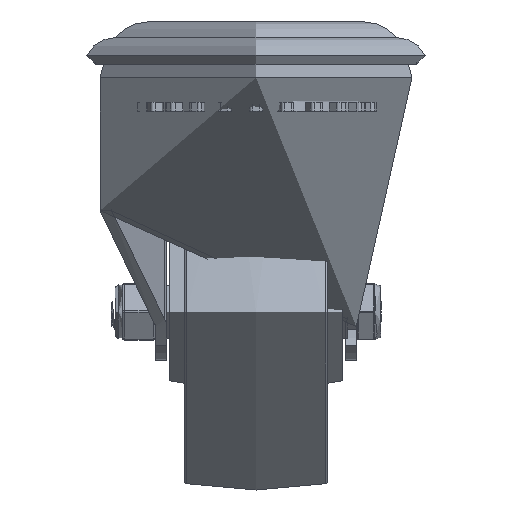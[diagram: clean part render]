
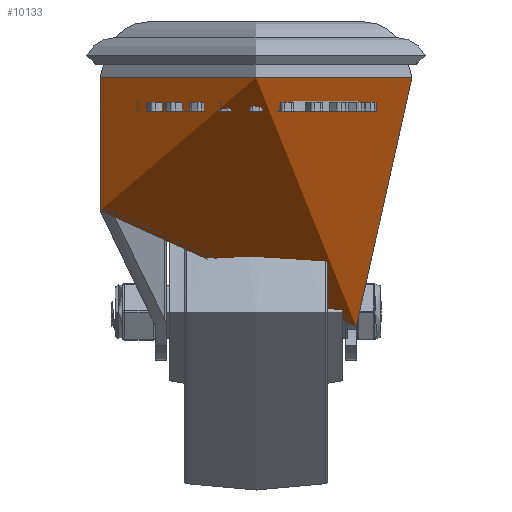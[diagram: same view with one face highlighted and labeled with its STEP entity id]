
A CAD part, left-side view. The second image highlights one B-rep face of the part: STEP entity #10133.
In plain terms, the highlighted cylindrical face has radius 35 mm (diameter 70 mm), a full revolution.
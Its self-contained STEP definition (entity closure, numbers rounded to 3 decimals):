
#151=B_SPLINE_CURVE_WITH_KNOTS('',3,(#15821,#15822,#15823,#15824,#15825,
#15826,#15827,#15828,#15829,#15830,#15831,#15832,#15833,#15834,#15835,#15836,
#15837,#15838,#15839,#15840,#15841,#15842,#15843,#15844,#15845,#15846,#15847,
#15848,#15849,#15850,#15851,#15852,#15853,#15854,#15855,#15856,#15857,#15858,
#15859,#15860,#15861,#15862,#15863,#15864),.UNSPECIFIED.,.F.,.F.,(4,2,2,
2,2,2,2,2,2,2,2,2,2,2,2,2,2,2,2,2,2,4),(6.422,7.254,
8.086,8.917,9.749,10.397,11.045,
11.693,12.341,12.989,13.637,14.285,
14.934,15.765,16.597,17.429,18.26,
19.198,20.136,21.074,22.011,22.093),
 .UNSPECIFIED.);
#152=B_SPLINE_CURVE_WITH_KNOTS('',3,(#15868,#15869,#15870,#15871,#15872,
#15873,#15874,#15875,#15876,#15877),.UNSPECIFIED.,.F.,.F.,(4,2,2,2,4),(-0.839,
-0.739,-0.639,-0.526,-0.413),
 .UNSPECIFIED.);
#153=B_SPLINE_CURVE_WITH_KNOTS('',3,(#15881,#15882,#15883,#15884,#15885,
#15886,#15887,#15888,#15889,#15890),.UNSPECIFIED.,.F.,.F.,(4,2,2,2,4),(-0.426,
-0.314,-0.201,-0.1,0.),
 .UNSPECIFIED.);
#154=B_SPLINE_CURVE_WITH_KNOTS('',3,(#15893,#15894,#15895,#15896,#15897,
#15898,#15899,#15900,#15901,#15902,#15903,#15904),.UNSPECIFIED.,.F.,.F.,
(4,2,2,2,2,4),(2.589,2.671,3.609,4.547,
5.485,6.422),.UNSPECIFIED.);
#751=CYLINDRICAL_SURFACE('',#11057,35.);
#1209=LINE('',#15819,#2061);
#1210=LINE('',#15866,#2062);
#1211=LINE('',#15892,#2063);
#2061=VECTOR('',#12865,35.);
#2062=VECTOR('',#12866,1000.);
#2063=VECTOR('',#12869,1000.);
#2807=FACE_OUTER_BOUND('',#3406,.T.);
#3406=EDGE_LOOP('',(#7899,#7900,#7901,#7902,#7903,#7904,#7905,#7906,#7907,
#7908));
#4054=CIRCLE('',#11041,35.);
#4066=CIRCLE('',#11058,35.);
#4681=VERTEX_POINT('',#15790);
#4690=VERTEX_POINT('',#15818);
#4691=VERTEX_POINT('',#15820);
#4692=VERTEX_POINT('',#15865);
#4693=VERTEX_POINT('',#15867);
#4694=VERTEX_POINT('',#15878);
#4695=VERTEX_POINT('',#15880);
#4696=VERTEX_POINT('',#15891);
#5841=EDGE_CURVE('',#4681,#4681,#4054,.T.);
#5855=EDGE_CURVE('',#4681,#4690,#1209,.T.);
#5856=EDGE_CURVE('',#4690,#4691,#151,.T.);
#5857=EDGE_CURVE('',#4691,#4692,#1210,.T.);
#5858=EDGE_CURVE('',#4693,#4692,#152,.F.);
#5859=EDGE_CURVE('',#4693,#4694,#4066,.T.);
#5860=EDGE_CURVE('',#4695,#4694,#153,.F.);
#5861=EDGE_CURVE('',#4695,#4696,#1211,.T.);
#5862=EDGE_CURVE('',#4696,#4690,#154,.T.);
#7899=ORIENTED_EDGE('',*,*,#5841,.F.);
#7900=ORIENTED_EDGE('',*,*,#5855,.T.);
#7901=ORIENTED_EDGE('',*,*,#5856,.T.);
#7902=ORIENTED_EDGE('',*,*,#5857,.T.);
#7903=ORIENTED_EDGE('',*,*,#5858,.F.);
#7904=ORIENTED_EDGE('',*,*,#5859,.T.);
#7905=ORIENTED_EDGE('',*,*,#5860,.F.);
#7906=ORIENTED_EDGE('',*,*,#5861,.T.);
#7907=ORIENTED_EDGE('',*,*,#5862,.T.);
#7908=ORIENTED_EDGE('',*,*,#5855,.F.);
#10133=ADVANCED_FACE('',(#2807),#751,.T.);
#11041=AXIS2_PLACEMENT_3D('',#15791,#12829,#12830);
#11057=AXIS2_PLACEMENT_3D('',#15817,#12863,#12864);
#11058=AXIS2_PLACEMENT_3D('',#15879,#12867,#12868);
#12829=DIRECTION('center_axis',(0.,0.,1.));
#12830=DIRECTION('ref_axis',(0.,-1.,0.));
#12863=DIRECTION('center_axis',(0.,0.,1.));
#12864=DIRECTION('ref_axis',(0.,-1.,0.));
#12865=DIRECTION('',(0.,0.,-1.));
#12866=DIRECTION('',(0.,0.,1.));
#12867=DIRECTION('center_axis',(0.,0.,1.));
#12868=DIRECTION('ref_axis',(0.,-1.,0.));
#12869=DIRECTION('',(0.,0.,-1.));
#15790=CARTESIAN_POINT('',(0.,35.,-3.009));
#15791=CARTESIAN_POINT('Origin',(0.,0.,-3.009));
#15817=CARTESIAN_POINT('Origin',(0.,0.,-66.511));
#15818=CARTESIAN_POINT('',(0.,35.,-32.843));
#15819=CARTESIAN_POINT('',(0.,35.,-66.511));
#15820=CARTESIAN_POINT('',(26.81,-22.5,-58.876));
#15821=CARTESIAN_POINT('Ctrl Pts',(0.,35.,-32.843));
#15822=CARTESIAN_POINT('Ctrl Pts',(-2.121,35.,-31.057));
#15823=CARTESIAN_POINT('Ctrl Pts',(-4.358,34.805,-29.231));
#15824=CARTESIAN_POINT('Ctrl Pts',(-8.903,33.928,-25.65));
#15825=CARTESIAN_POINT('Ctrl Pts',(-11.209,33.246,-23.894));
#15826=CARTESIAN_POINT('Ctrl Pts',(-15.716,31.368,-20.574));
#15827=CARTESIAN_POINT('Ctrl Pts',(-17.919,30.17,-19.007));
#15828=CARTESIAN_POINT('Ctrl Pts',(-22.053,27.295,-16.151));
#15829=CARTESIAN_POINT('Ctrl Pts',(-23.983,25.617,-14.862));
#15830=CARTESIAN_POINT('Ctrl Pts',(-27.044,22.306,-12.863));
#15831=CARTESIAN_POINT('Ctrl Pts',(-28.333,20.659,-12.039));
#15832=CARTESIAN_POINT('Ctrl Pts',(-30.643,17.046,-10.586));
#15833=CARTESIAN_POINT('Ctrl Pts',(-31.663,15.079,-9.957));
#15834=CARTESIAN_POINT('Ctrl Pts',(-33.319,10.946,-8.947));
#15835=CARTESIAN_POINT('Ctrl Pts',(-33.956,8.775,-8.564));
#15836=CARTESIAN_POINT('Ctrl Pts',(-34.796,4.382,-8.06));
#15837=CARTESIAN_POINT('Ctrl Pts',(-35.,2.16,-7.94));
#15838=CARTESIAN_POINT('Ctrl Pts',(-35.,-2.16,-7.94));
#15839=CARTESIAN_POINT('Ctrl Pts',(-34.796,-4.382,
-8.06));
#15840=CARTESIAN_POINT('Ctrl Pts',(-33.956,-8.775,
-8.564));
#15841=CARTESIAN_POINT('Ctrl Pts',(-33.319,-10.946,
-8.947));
#15842=CARTESIAN_POINT('Ctrl Pts',(-31.663,-15.079,-9.957));
#15843=CARTESIAN_POINT('Ctrl Pts',(-30.643,-17.046,
-10.586));
#15844=CARTESIAN_POINT('Ctrl Pts',(-28.333,-20.659,
-12.039));
#15845=CARTESIAN_POINT('Ctrl Pts',(-27.044,-22.306,
-12.863));
#15846=CARTESIAN_POINT('Ctrl Pts',(-23.983,-25.617,
-14.862));
#15847=CARTESIAN_POINT('Ctrl Pts',(-22.053,-27.295,-16.151));
#15848=CARTESIAN_POINT('Ctrl Pts',(-17.919,-30.17,-19.007));
#15849=CARTESIAN_POINT('Ctrl Pts',(-15.716,-31.368,-20.574));
#15850=CARTESIAN_POINT('Ctrl Pts',(-11.209,-33.246,
-23.894));
#15851=CARTESIAN_POINT('Ctrl Pts',(-8.903,-33.928,-25.65));
#15852=CARTESIAN_POINT('Ctrl Pts',(-4.358,-34.805,
-29.231));
#15853=CARTESIAN_POINT('Ctrl Pts',(-2.121,-35.,-31.057));
#15854=CARTESIAN_POINT('Ctrl Pts',(2.391,-35.,-34.856));
#15855=CARTESIAN_POINT('Ctrl Pts',(4.837,-34.752,-36.991));
#15856=CARTESIAN_POINT('Ctrl Pts',(9.67,-33.728,-41.371));
#15857=CARTESIAN_POINT('Ctrl Pts',(12.056,-32.953,-43.617));
#15858=CARTESIAN_POINT('Ctrl Pts',(16.624,-30.902,-48.075));
#15859=CARTESIAN_POINT('Ctrl Pts',(18.807,-29.625,-50.287));
#15860=CARTESIAN_POINT('Ctrl Pts',(22.853,-26.629,-54.522));
#15861=CARTESIAN_POINT('Ctrl Pts',(24.717,-24.909,-56.544));
#15862=CARTESIAN_POINT('Ctrl Pts',(26.52,-22.841,-58.552));
#15863=CARTESIAN_POINT('Ctrl Pts',(26.665,-22.672,-58.714));
#15864=CARTESIAN_POINT('Ctrl Pts',(26.81,-22.5,-58.876));
#15865=CARTESIAN_POINT('',(26.81,-22.5,-6.508));
#15866=CARTESIAN_POINT('',(26.81,-22.5,-35.259));
#15867=CARTESIAN_POINT('',(28.723,-20.,-4.008));
#15868=CARTESIAN_POINT('Ctrl Pts',(26.81,-22.5,-6.508));
#15869=CARTESIAN_POINT('Ctrl Pts',(26.81,-22.5,-6.173));
#15870=CARTESIAN_POINT('Ctrl Pts',(26.87,-22.429,-5.828));
#15871=CARTESIAN_POINT('Ctrl Pts',(27.087,-22.166,-5.215));
#15872=CARTESIAN_POINT('Ctrl Pts',(27.243,-21.974,-4.947));
#15873=CARTESIAN_POINT('Ctrl Pts',(27.591,-21.536,-4.509));
#15874=CARTESIAN_POINT('Ctrl Pts',(27.813,-21.251,-4.318));
#15875=CARTESIAN_POINT('Ctrl Pts',(28.271,-20.637,-4.068));
#15876=CARTESIAN_POINT('Ctrl Pts',(28.508,-20.308,-4.008));
#15877=CARTESIAN_POINT('Ctrl Pts',(28.723,-20.,-4.008));
#15878=CARTESIAN_POINT('',(28.723,20.,-4.008));
#15879=CARTESIAN_POINT('Origin',(0.,0.,-4.008));
#15880=CARTESIAN_POINT('',(26.81,22.5,-6.508));
#15881=CARTESIAN_POINT('Ctrl Pts',(28.723,20.,-4.008));
#15882=CARTESIAN_POINT('Ctrl Pts',(28.508,20.308,-4.008));
#15883=CARTESIAN_POINT('Ctrl Pts',(28.271,20.637,-4.068));
#15884=CARTESIAN_POINT('Ctrl Pts',(27.813,21.251,-4.318));
#15885=CARTESIAN_POINT('Ctrl Pts',(27.591,21.536,-4.509));
#15886=CARTESIAN_POINT('Ctrl Pts',(27.243,21.974,-4.947));
#15887=CARTESIAN_POINT('Ctrl Pts',(27.087,22.166,-5.215));
#15888=CARTESIAN_POINT('Ctrl Pts',(26.87,22.429,-5.828));
#15889=CARTESIAN_POINT('Ctrl Pts',(26.81,22.5,-6.173));
#15890=CARTESIAN_POINT('Ctrl Pts',(26.81,22.5,-6.508));
#15891=CARTESIAN_POINT('',(26.81,22.5,-58.876));
#15892=CARTESIAN_POINT('',(26.81,22.5,-35.259));
#15893=CARTESIAN_POINT('Ctrl Pts',(26.81,22.5,-58.876));
#15894=CARTESIAN_POINT('Ctrl Pts',(26.665,22.672,-58.714));
#15895=CARTESIAN_POINT('Ctrl Pts',(26.52,22.841,-58.552));
#15896=CARTESIAN_POINT('Ctrl Pts',(24.717,24.909,-56.544));
#15897=CARTESIAN_POINT('Ctrl Pts',(22.853,26.629,-54.522));
#15898=CARTESIAN_POINT('Ctrl Pts',(18.807,29.625,-50.287));
#15899=CARTESIAN_POINT('Ctrl Pts',(16.624,30.902,-48.075));
#15900=CARTESIAN_POINT('Ctrl Pts',(12.056,32.953,-43.617));
#15901=CARTESIAN_POINT('Ctrl Pts',(9.67,33.728,-41.371));
#15902=CARTESIAN_POINT('Ctrl Pts',(4.837,34.752,-36.991));
#15903=CARTESIAN_POINT('Ctrl Pts',(2.391,35.,-34.856));
#15904=CARTESIAN_POINT('Ctrl Pts',(0.,35.,-32.843));
